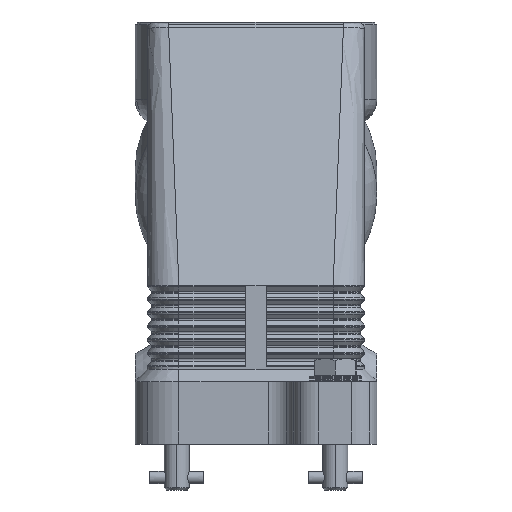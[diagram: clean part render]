
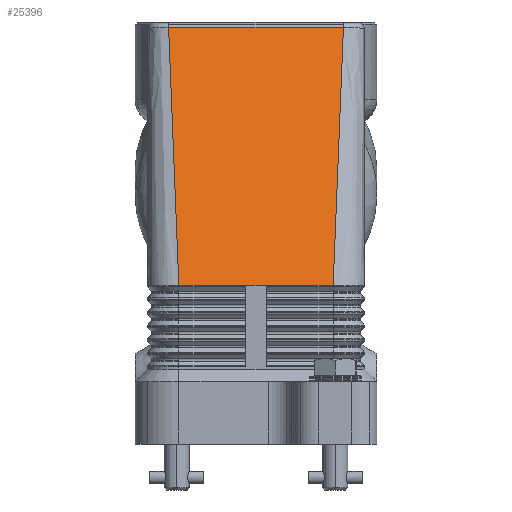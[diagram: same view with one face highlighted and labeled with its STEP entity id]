
A CAD part, left-side view. The second image highlights one B-rep face of the part: STEP entity #25396.
In plain terms, the highlighted planar face has unit normal (-0.953, 0, 0.303).
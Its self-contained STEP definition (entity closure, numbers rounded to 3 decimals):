
#5465=CARTESIAN_POINT('',(-31.332,20.958,99.954));
#5466=VERTEX_POINT('',#5465);
#5474=CARTESIAN_POINT('',(-31.332,-20.958,99.954));
#5475=VERTEX_POINT('',#5474);
#5476=CARTESIAN_POINT('',(-31.332,20.958,99.954));
#5477=DIRECTION('',(0.0,-1.0,0.0));
#5478=VECTOR('',#5477,41.917);
#5479=LINE('',#5476,#5478);
#5480=EDGE_CURVE('',#5466,#5475,#5479,.T.);
#19084=CARTESIAN_POINT('',(-51.0,-2.5,38.0));
#19085=VERTEX_POINT('',#19084);
#19103=CARTESIAN_POINT('',(-51.0,-18.5,38.0));
#19104=VERTEX_POINT('',#19103);
#19112=CARTESIAN_POINT('',(-51.0,-18.5,38.0));
#19113=DIRECTION('',(0.0,1.0,0.0));
#19114=VECTOR('',#19113,16.);
#19115=LINE('',#19112,#19114);
#19116=EDGE_CURVE('',#19104,#19085,#19115,.T.);
#20890=CARTESIAN_POINT('',(-51.0,2.5,38.0));
#20891=VERTEX_POINT('',#20890);
#20892=CARTESIAN_POINT('',(-51.0,-2.5,38.0));
#20893=DIRECTION('',(0.0,1.0,0.0));
#20894=VECTOR('',#20893,5.0);
#20895=LINE('',#20892,#20894);
#20896=EDGE_CURVE('',#19085,#20891,#20895,.T.);
#23273=CARTESIAN_POINT('',(-51.0,18.5,38.0));
#23274=VERTEX_POINT('',#23273);
#23275=CARTESIAN_POINT('',(-51.0,2.5,38.0));
#23276=DIRECTION('',(0.0,1.0,0.0));
#23277=VECTOR('',#23276,16.);
#23278=LINE('',#23275,#23277);
#23279=EDGE_CURVE('',#20891,#23274,#23278,.T.);
#25355=CARTESIAN_POINT('',(-31.,21.,101.));
#25356=DIRECTION('',(0.953,0.0,-0.303));
#25357=DIRECTION('',(-0.303,0.0,-0.953));
#25358=AXIS2_PLACEMENT_3D('',#25355,#25356,#25357);
#25359=PLANE('',#25358);
#25360=CARTESIAN_POINT('',(-32.486,-20.814,96.32));
#25361=VERTEX_POINT('',#25360);
#25362=CARTESIAN_POINT('',(-31.332,-20.958,99.954));
#25363=CARTESIAN_POINT('',(-31.717,-20.91,98.742));
#25364=CARTESIAN_POINT('',(-32.101,-20.862,97.531));
#25365=CARTESIAN_POINT('',(-32.486,-20.814,96.32));
#25366=B_SPLINE_CURVE_WITH_KNOTS('',3,(#25362,#25363,#25364,#25365),.UNSPECIFIED.,.F.,.U.,(4,4),(0.017,0.074),.UNSPECIFIED.);
#25367=EDGE_CURVE('',#5475,#25361,#25366,.T.);
#25368=ORIENTED_EDGE('',*,*,#25367,.F.);
#25369=ORIENTED_EDGE('',*,*,#5480,.F.);
#25370=CARTESIAN_POINT('',(-32.486,20.814,96.32));
#25371=VERTEX_POINT('',#25370);
#25372=CARTESIAN_POINT('',(-31.332,20.958,99.954));
#25373=DIRECTION('',(-0.302,-0.038,-0.952));
#25374=VECTOR('',#25373,3.816);
#25375=LINE('',#25372,#25374);
#25376=EDGE_CURVE('',#5466,#25371,#25375,.T.);
#25377=ORIENTED_EDGE('',*,*,#25376,.T.);
#25378=CARTESIAN_POINT('',(-32.486,20.814,96.32));
#25379=DIRECTION('',(-0.302,-0.038,-0.952));
#25380=VECTOR('',#25379,61.232);
#25381=LINE('',#25378,#25380);
#25382=EDGE_CURVE('',#25371,#23274,#25381,.T.);
#25383=ORIENTED_EDGE('',*,*,#25382,.T.);
#25384=ORIENTED_EDGE('',*,*,#23279,.F.);
#25385=ORIENTED_EDGE('',*,*,#20896,.F.);
#25386=ORIENTED_EDGE('',*,*,#19116,.F.);
#25387=CARTESIAN_POINT('',(-32.486,-20.814,96.32));
#25388=CARTESIAN_POINT('',(-38.657,-20.043,76.88));
#25389=CARTESIAN_POINT('',(-44.829,-19.271,57.44));
#25390=CARTESIAN_POINT('',(-51.0,-18.5,38.));
#25391=B_SPLINE_CURVE_WITH_KNOTS('',3,(#25387,#25388,#25389,#25390),.UNSPECIFIED.,.F.,.U.,(4,4),(0.074,1.0),.UNSPECIFIED.);
#25392=EDGE_CURVE('',#25361,#19104,#25391,.T.);
#25393=ORIENTED_EDGE('',*,*,#25392,.F.);
#25394=EDGE_LOOP('',(#25368,#25369,#25377,#25383,#25384,#25385,#25386,#25393));
#25395=FACE_OUTER_BOUND('',#25394,.T.);
#25396=ADVANCED_FACE('',(#25395),#25359,.F.);
